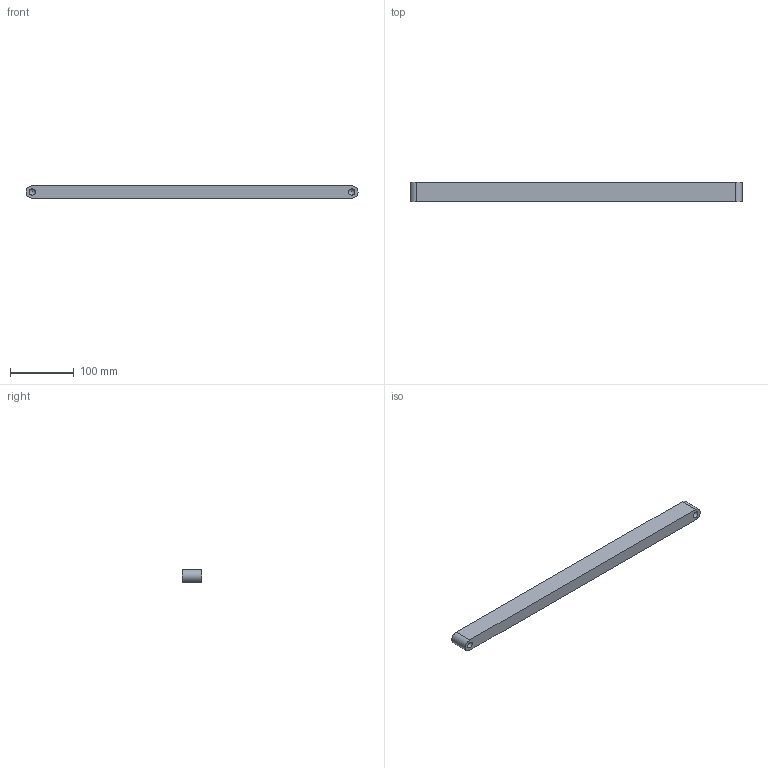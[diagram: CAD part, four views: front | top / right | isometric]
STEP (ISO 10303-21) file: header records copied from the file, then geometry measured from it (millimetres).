
FILE_DESCRIPTION (( 'STEP AP203' ), '1' );
FILE_NAME ('xialiang1_Default_sldprt.STEP', '2018-04-29T11:41:23', ( '' ), ( '' ), 'SwSTEP 2.0', 'SolidWorks 2015', '' );
FILE_SCHEMA (( 'CONFIG_CONTROL_DESIGN' ));
Length unit declared in the file: millimetre
Products named in the file (1): xialiang1_Default_sldprt
Bounding box: 520 x 30 x 20 mm (x, y, z)
Volume: 308377.6 mm3; surface area: 52827.4 mm2
Topology: 1 solids, 1 shells, 10 faces, 28 edges, 20 vertices
Faces by surface type: plane 4, sphere 4, cylinder 2
Entity records: 357 total; most frequent: DIRECTION 54, CARTESIAN_POINT 47, ORIENTED_EDGE 40, AXIS2_PLACEMENT_3D 23, EDGE_CURVE 20, VERTEX_POINT 16, EDGE_LOOP 14, CIRCLE 12
